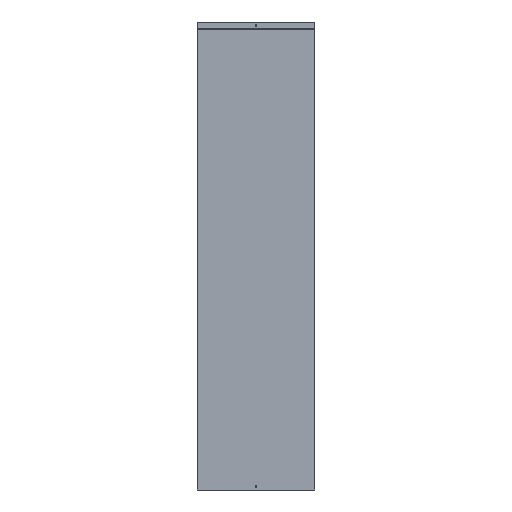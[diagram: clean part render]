
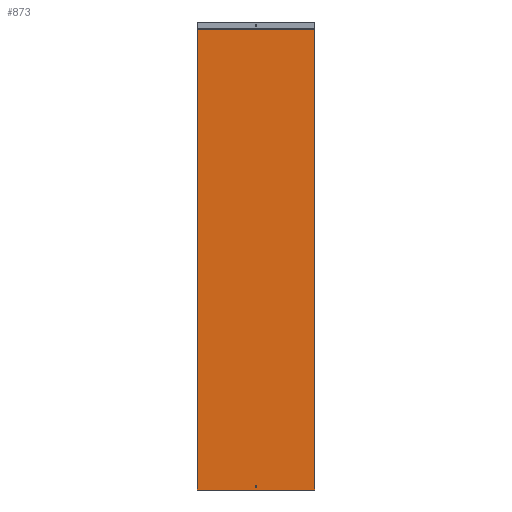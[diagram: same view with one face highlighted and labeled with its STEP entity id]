
A CAD part, front view. The second image highlights one B-rep face of the part: STEP entity #873.
In plain terms, the highlighted planar face has unit normal (0, -1, 0).
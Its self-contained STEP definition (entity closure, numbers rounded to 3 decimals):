
#14 = EDGE_LOOP ( 'NONE', ( #85 ) ) ;
#85 = ORIENTED_EDGE ( 'NONE', *, *, #802, .F. ) ;
#86 = ORIENTED_EDGE ( 'NONE', *, *, #801, .T. ) ;
#88 = ORIENTED_EDGE ( 'NONE', *, *, #790, .F. ) ;
#89 = ORIENTED_EDGE ( 'NONE', *, *, #800, .F. ) ;
#90 = ORIENTED_EDGE ( 'NONE', *, *, #803, .T. ) ;
#181 = EDGE_LOOP ( 'NONE', ( #86, #88, #89, #90 ) ) ;
#210 = VERTEX_POINT ( 'NONE', #616 ) ;
#216 = VERTEX_POINT ( 'NONE', #658 ) ;
#219 = VERTEX_POINT ( 'NONE', #636 ) ;
#226 = VERTEX_POINT ( 'NONE', #649 ) ;
#317 = VECTOR ( 'NONE', #849, 1000. ) ;
#327 = CIRCLE ( 'NONE', #745, 2.5 ) ;
#336 = LINE ( 'NONE', #740, #317 ) ;
#337 = LINE ( 'NONE', #412, #344 ) ;
#344 = VECTOR ( 'NONE', #418, 1000. ) ;
#345 = FACE_BOUND ( 'NONE', #14, .T. ) ;
#353 = LINE ( 'NONE', #724, #356 ) ;
#356 = VECTOR ( 'NONE', #423, 1000. ) ;
#357 = FACE_OUTER_BOUND ( 'NONE', #181, .T. ) ;
#375 = VERTEX_POINT ( 'NONE', #558 ) ;
#395 = VECTOR ( 'NONE', #706, 1000. ) ;
#397 = LINE ( 'NONE', #695, #395 ) ;
#412 = CARTESIAN_POINT ( 'NONE',  ( -250., 0., 0. ) ) ;
#418 = DIRECTION ( 'NONE',  ( 1., 0., 0. ) ) ;
#420 = CARTESIAN_POINT ( 'NONE',  ( 0., 0., 15. ) ) ;
#421 = DIRECTION ( 'NONE',  ( 0., -1., 0. ) ) ;
#422 = DIRECTION ( 'NONE',  ( 0., 0., 1. ) ) ;
#423 = DIRECTION ( 'NONE',  ( 0., 0., -1. ) ) ;
#543 = CARTESIAN_POINT ( 'NONE',  ( -250., 0., 1969. ) ) ;
#547 = PLANE ( 'NONE',  #831 ) ;
#552 = DIRECTION ( 'NONE',  ( 0., 1., 0. ) ) ;
#553 = DIRECTION ( 'NONE',  ( 0., 0., 1. ) ) ;
#558 = CARTESIAN_POINT ( 'NONE',  ( 0., 0., 17.5 ) ) ;
#616 = CARTESIAN_POINT ( 'NONE',  ( 250., 0., 1969. ) ) ;
#636 = CARTESIAN_POINT ( 'NONE',  ( -250., 0., 0. ) ) ;
#649 = CARTESIAN_POINT ( 'NONE',  ( -250., 0., 1969. ) ) ;
#658 = CARTESIAN_POINT ( 'NONE',  ( 250., 0., 0. ) ) ;
#695 = CARTESIAN_POINT ( 'NONE',  ( 250., 0., 1969. ) ) ;
#706 = DIRECTION ( 'NONE',  ( 0., 0., -1. ) ) ;
#724 = CARTESIAN_POINT ( 'NONE',  ( -250., 0., 1969. ) ) ;
#740 = CARTESIAN_POINT ( 'NONE',  ( -250., 0., 1969. ) ) ;
#745 = AXIS2_PLACEMENT_3D ( 'NONE', #420, #421, #422 ) ;
#790 = EDGE_CURVE ( 'NONE', #210, #216, #397, .T. ) ;
#800 = EDGE_CURVE ( 'NONE', #226, #210, #336, .T. ) ;
#801 = EDGE_CURVE ( 'NONE', #219, #216, #337, .T. ) ;
#802 = EDGE_CURVE ( 'NONE', #375, #375, #327, .T. ) ;
#803 = EDGE_CURVE ( 'NONE', #226, #219, #353, .T. ) ;
#831 = AXIS2_PLACEMENT_3D ( 'NONE', #543, #552, #553 ) ;
#849 = DIRECTION ( 'NONE',  ( 1., 0., 0. ) ) ;
#873 = ADVANCED_FACE ( 'NONE', ( #345, #357 ), #547, .F. ) ;
